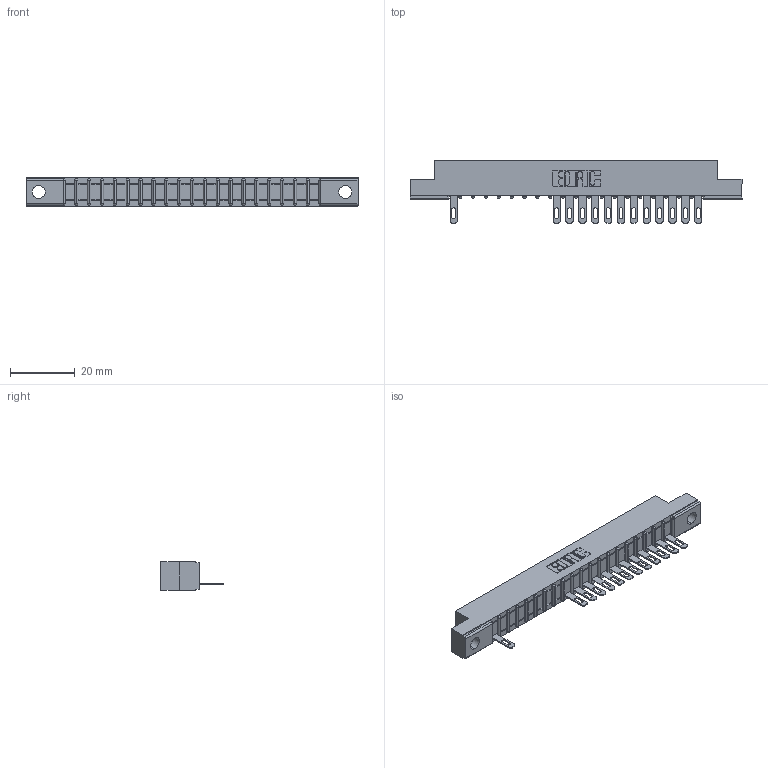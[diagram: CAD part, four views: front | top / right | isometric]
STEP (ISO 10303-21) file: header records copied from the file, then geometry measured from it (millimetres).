
FILE_DESCRIPTION (( 'STEP AP203' ), '1' );
FILE_NAME ('307-020-505-104.STEP', '2018-08-04T00:35:54', ( '' ), ( '' ), 'SwSTEP 2.0', 'SolidWorks 2016', '' );
FILE_SCHEMA (( 'CONFIG_CONTROL_DESIGN' ));
Length unit declared in the file: inch
Products named in the file (3): 307 Part_.156 Dia Mounting Holes; 307-290-001_505; 307-020-505-104
Assembly tree (14 placements, depth 2):
  307-020-505-104
    307 Part_.156 Dia Mounting Holes
    307-290-001_505  x13
Bounding box: 102.26 x 19.18 x 8.71 mm (x, y, z)
Volume: 6271.5 mm3; surface area: 9007.2 mm2
Topology: 14 solids, 14 shells, 1021 faces, 2913 edges, 1866 vertices
Faces by surface type: plane 636, cylinder 343, sphere 42
Entity records: 20026 total; most frequent: CARTESIAN_POINT 3399, ORIENTED_EDGE 3390, DIRECTION 3305, EDGE_CURVE 1695, LINE 1297, VECTOR 1297, VERTEX_POINT 1098, AXIS2_PLACEMENT_3D 1004
